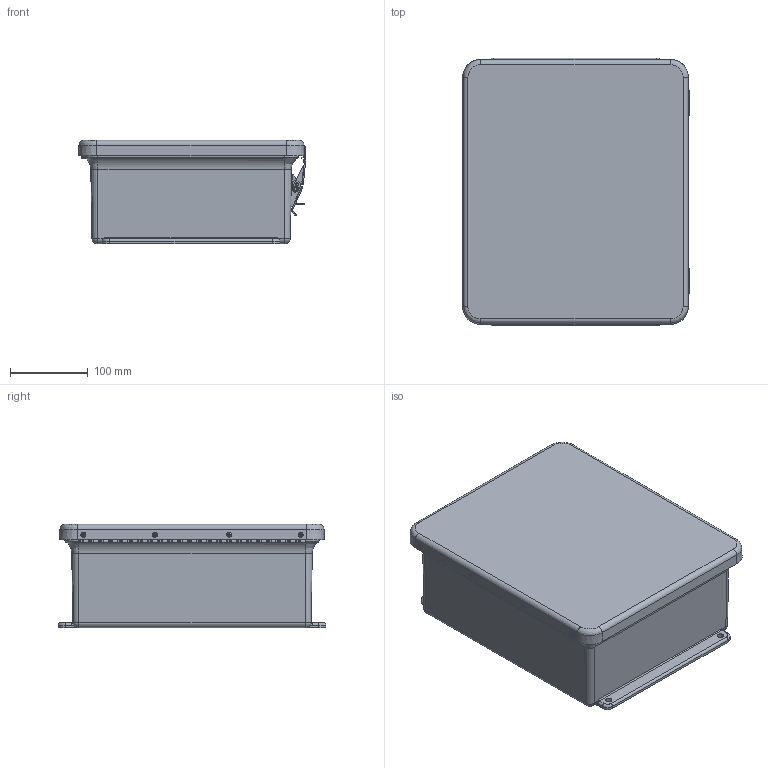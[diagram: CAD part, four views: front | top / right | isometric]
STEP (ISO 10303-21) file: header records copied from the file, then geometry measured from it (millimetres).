
FILE_DESCRIPTION (( 'STEP AP214' ), '1' );
FILE_NAME ('WH-M1210HPL.STEP', '2018-11-07T22:46:07', ( '' ), ( '' ), 'SwSTEP 2.0', 'SolidWorks 2018', '' );
FILE_SCHEMA (( 'AUTOMOTIVE_DESIGN' ));
Length unit declared in the file: inch
Products named in the file (1): WH-M1210HPL
Bounding box: 293.04 x 344.49 x 132.86 mm (x, y, z)
Volume: 1430512.1 mm3; surface area: 772924.5 mm2
Topology: 38 solids, 38 shells, 979 faces, 2461 edges, 1593 vertices
Faces by surface type: plane 423, cylinder 409, bspline 104, cone 39, torus 4
Full cylindrical faces by diameter (mm): 2.159 x47, 2.64 x8, 3.048 x2, 3.175 x16, 3.302 x4, 3.327 x8, 3.429 x18, 3.556 x20, 3.861 x5, 3.962 x7, 4.306 x4, 5.537 x4, 6.35 x8, 6.858 x4, 7.62 x4, 9.525 x2
Entity records: 46521 total; most frequent: CARTESIAN_POINT 10620, DIRECTION 4528, ORIENTED_EDGE 4476, EDGE_CURVE 2238, AXIS2_PLACEMENT_3D 1670, VERTEX_POINT 1562, EDGE_LOOP 1432, LINE 1188
